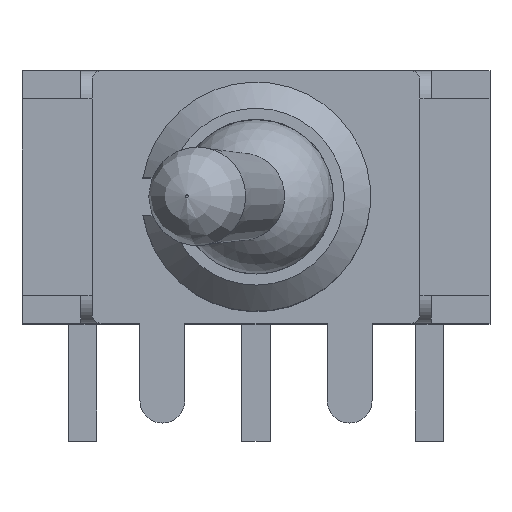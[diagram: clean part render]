
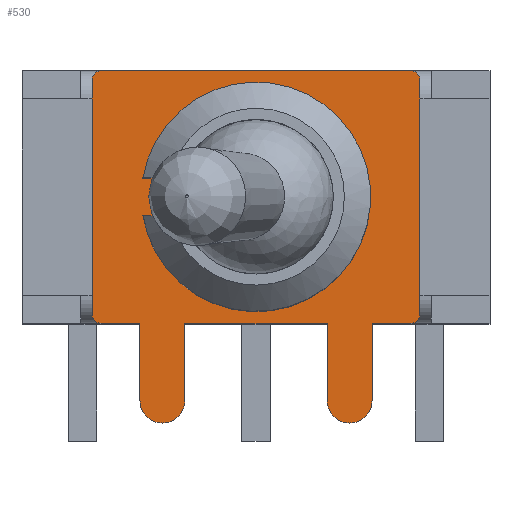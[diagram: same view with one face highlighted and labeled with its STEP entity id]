
A CAD part, top view. The second image highlights one B-rep face of the part: STEP entity #530.
In plain terms, the highlighted planar face has unit normal (0, 0, 1).
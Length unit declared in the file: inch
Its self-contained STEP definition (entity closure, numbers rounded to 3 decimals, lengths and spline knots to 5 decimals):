
#354=CARTESIAN_POINT('',(0.19272,-0.26016,0.36969));
#355=DIRECTION('',(0.0,0.0,1.0));
#356=DIRECTION('',(1.0,0.0,0.0));
#357=AXIS2_PLACEMENT_3D('',#354,#355,#356);
#358=PLANE('',#357);
#359=CARTESIAN_POINT('',(-0.16535,-0.13504,0.36969));
#360=VERTEX_POINT('',#359);
#361=CARTESIAN_POINT('',(-0.1752,-0.1252,0.36969));
#362=VERTEX_POINT('',#361);
#363=CARTESIAN_POINT('',(-0.16535,-0.1252,0.36969));
#364=DIRECTION('',(0.0,0.0,-1.0));
#365=DIRECTION('',(-0.707,-0.707,0.0));
#366=AXIS2_PLACEMENT_3D('',#363,#364,#365);
#367=CIRCLE('',#366,0.00984);
#368=EDGE_CURVE('',#360,#362,#367,.T.);
#369=ORIENTED_EDGE('',*,*,#368,.F.);
#370=CARTESIAN_POINT('',(-0.12402,-0.13504,0.36969));
#371=VERTEX_POINT('',#370);
#372=CARTESIAN_POINT('',(-0.12402,-0.13504,0.36969));
#373=DIRECTION('',(-1.0,0.0,0.0));
#374=VECTOR('',#373,0.04134);
#375=LINE('',#372,#374);
#376=EDGE_CURVE('',#371,#360,#375,.T.);
#377=ORIENTED_EDGE('',*,*,#376,.F.);
#378=CARTESIAN_POINT('',(-0.12402,-0.21732,0.36969));
#379=VERTEX_POINT('',#378);
#380=CARTESIAN_POINT('',(-0.12402,-0.21732,0.36969));
#381=DIRECTION('',(0.0,1.0,0.0));
#382=VECTOR('',#381,0.08228);
#383=LINE('',#380,#382);
#384=EDGE_CURVE('',#379,#371,#383,.T.);
#385=ORIENTED_EDGE('',*,*,#384,.F.);
#386=CARTESIAN_POINT('',(-0.07598,-0.21732,0.36969));
#387=VERTEX_POINT('',#386);
#388=CARTESIAN_POINT('',(-0.1,-0.21732,0.36969));
#389=DIRECTION('',(0.0,0.0,-1.0));
#390=DIRECTION('',(-1.0,0.0,0.0));
#391=AXIS2_PLACEMENT_3D('',#388,#389,#390);
#392=CIRCLE('',#391,0.02402);
#393=EDGE_CURVE('',#387,#379,#392,.T.);
#394=ORIENTED_EDGE('',*,*,#393,.F.);
#395=CARTESIAN_POINT('',(-0.07598,-0.13504,0.36969));
#396=VERTEX_POINT('',#395);
#397=CARTESIAN_POINT('',(-0.07598,-0.13504,0.36969));
#398=DIRECTION('',(0.0,-1.0,0.0));
#399=VECTOR('',#398,0.08228);
#400=LINE('',#397,#399);
#401=EDGE_CURVE('',#396,#387,#400,.T.);
#402=ORIENTED_EDGE('',*,*,#401,.F.);
#403=CARTESIAN_POINT('',(0.07598,-0.13504,0.36969));
#404=VERTEX_POINT('',#403);
#405=CARTESIAN_POINT('',(0.07598,-0.13504,0.36969));
#406=DIRECTION('',(-1.0,0.0,0.0));
#407=VECTOR('',#406,0.15197);
#408=LINE('',#405,#407);
#409=EDGE_CURVE('',#404,#396,#408,.T.);
#410=ORIENTED_EDGE('',*,*,#409,.F.);
#411=CARTESIAN_POINT('',(0.07598,-0.21732,0.36969));
#412=VERTEX_POINT('',#411);
#413=CARTESIAN_POINT('',(0.07598,-0.21732,0.36969));
#414=DIRECTION('',(0.0,1.0,0.0));
#415=VECTOR('',#414,0.08228);
#416=LINE('',#413,#415);
#417=EDGE_CURVE('',#412,#404,#416,.T.);
#418=ORIENTED_EDGE('',*,*,#417,.F.);
#419=CARTESIAN_POINT('',(0.12402,-0.21732,0.36969));
#420=VERTEX_POINT('',#419);
#421=CARTESIAN_POINT('',(0.1,-0.21732,0.36969));
#422=DIRECTION('',(0.0,0.0,-1.0));
#423=DIRECTION('',(-1.0,0.0,0.0));
#424=AXIS2_PLACEMENT_3D('',#421,#422,#423);
#425=CIRCLE('',#424,0.02402);
#426=EDGE_CURVE('',#420,#412,#425,.T.);
#427=ORIENTED_EDGE('',*,*,#426,.F.);
#428=CARTESIAN_POINT('',(0.12402,-0.13504,0.36969));
#429=VERTEX_POINT('',#428);
#430=CARTESIAN_POINT('',(0.12402,-0.13504,0.36969));
#431=DIRECTION('',(0.0,-1.0,0.0));
#432=VECTOR('',#431,0.08228);
#433=LINE('',#430,#432);
#434=EDGE_CURVE('',#429,#420,#433,.T.);
#435=ORIENTED_EDGE('',*,*,#434,.F.);
#436=CARTESIAN_POINT('',(0.16535,-0.13504,0.36969));
#437=VERTEX_POINT('',#436);
#438=CARTESIAN_POINT('',(0.16535,-0.13504,0.36969));
#439=DIRECTION('',(-1.0,0.0,0.0));
#440=VECTOR('',#439,0.04134);
#441=LINE('',#438,#440);
#442=EDGE_CURVE('',#437,#429,#441,.T.);
#443=ORIENTED_EDGE('',*,*,#442,.F.);
#444=CARTESIAN_POINT('',(0.1752,-0.1252,0.36969));
#445=VERTEX_POINT('',#444);
#446=CARTESIAN_POINT('',(0.16535,-0.1252,0.36969));
#447=DIRECTION('',(0.0,0.0,-1.0));
#448=DIRECTION('',(0.707,-0.707,0.0));
#449=AXIS2_PLACEMENT_3D('',#446,#447,#448);
#450=CIRCLE('',#449,0.00984);
#451=EDGE_CURVE('',#445,#437,#450,.T.);
#452=ORIENTED_EDGE('',*,*,#451,.F.);
#453=CARTESIAN_POINT('',(0.1752,0.1252,0.36969));
#454=VERTEX_POINT('',#453);
#455=CARTESIAN_POINT('',(0.1752,0.1252,0.36969));
#456=DIRECTION('',(0.0,-1.0,0.0));
#457=VECTOR('',#456,0.25039);
#458=LINE('',#455,#457);
#459=EDGE_CURVE('',#454,#445,#458,.T.);
#460=ORIENTED_EDGE('',*,*,#459,.F.);
#461=CARTESIAN_POINT('',(0.16535,0.13504,0.36969));
#462=VERTEX_POINT('',#461);
#463=CARTESIAN_POINT('',(0.16535,0.1252,0.36969));
#464=DIRECTION('',(0.0,0.0,-1.0));
#465=DIRECTION('',(0.707,0.707,0.0));
#466=AXIS2_PLACEMENT_3D('',#463,#464,#465);
#467=CIRCLE('',#466,0.00984);
#468=EDGE_CURVE('',#462,#454,#467,.T.);
#469=ORIENTED_EDGE('',*,*,#468,.F.);
#470=CARTESIAN_POINT('',(-0.16535,0.13504,0.36969));
#471=VERTEX_POINT('',#470);
#472=CARTESIAN_POINT('',(-0.16535,0.13504,0.36969));
#473=DIRECTION('',(1.0,0.0,0.0));
#474=VECTOR('',#473,0.33071);
#475=LINE('',#472,#474);
#476=EDGE_CURVE('',#471,#462,#475,.T.);
#477=ORIENTED_EDGE('',*,*,#476,.F.);
#478=CARTESIAN_POINT('',(-0.1752,0.1252,0.36969));
#479=VERTEX_POINT('',#478);
#480=CARTESIAN_POINT('',(-0.16535,0.1252,0.36969));
#481=DIRECTION('',(0.0,0.0,-1.0));
#482=DIRECTION('',(-0.707,0.707,0.0));
#483=AXIS2_PLACEMENT_3D('',#480,#481,#482);
#484=CIRCLE('',#483,0.00984);
#485=EDGE_CURVE('',#479,#471,#484,.T.);
#486=ORIENTED_EDGE('',*,*,#485,.F.);
#487=CARTESIAN_POINT('',(-0.1752,-0.1252,0.36969));
#488=DIRECTION('',(0.0,1.0,0.0));
#489=VECTOR('',#488,0.25039);
#490=LINE('',#487,#489);
#491=EDGE_CURVE('',#362,#479,#490,.T.);
#492=ORIENTED_EDGE('',*,*,#491,.F.);
#493=EDGE_LOOP('',(#369,#377,#385,#394,#402,#410,#418,#427,#435,#443,#452,#460,#469,#477,#486,#492));
#494=FACE_OUTER_BOUND('',#493,.T.);
#495=CARTESIAN_POINT('',(-0.09283,0.02008,0.36969));
#496=VERTEX_POINT('',#495);
#497=CARTESIAN_POINT('',(-0.09283,-0.02008,0.36969));
#498=VERTEX_POINT('',#497);
#499=CARTESIAN_POINT('',(-0.09283,0.02008,0.36969));
#500=DIRECTION('',(0.0,-1.0,0.0));
#501=VECTOR('',#500,0.04016);
#502=LINE('',#499,#501);
#503=EDGE_CURVE('',#496,#498,#502,.T.);
#504=ORIENTED_EDGE('',*,*,#503,.F.);
#505=CARTESIAN_POINT('',(-0.12078,0.02008,0.36969));
#506=VERTEX_POINT('',#505);
#507=CARTESIAN_POINT('',(-0.12078,0.02008,0.36969));
#508=DIRECTION('',(1.0,0.0,0.0));
#509=VECTOR('',#508,0.02795);
#510=LINE('',#507,#509);
#511=EDGE_CURVE('',#506,#496,#510,.T.);
#512=ORIENTED_EDGE('',*,*,#511,.F.);
#513=CARTESIAN_POINT('',(-0.12078,-0.02008,0.36969));
#514=VERTEX_POINT('',#513);
#515=CARTESIAN_POINT('',(0.,0.,0.36969));
#516=DIRECTION('',(0.0,0.0,1.0));
#517=DIRECTION('',(-0.986,-0.164,0.0));
#518=AXIS2_PLACEMENT_3D('',#515,#516,#517);
#519=CIRCLE('',#518,0.12244);
#520=EDGE_CURVE('',#514,#506,#519,.T.);
#521=ORIENTED_EDGE('',*,*,#520,.F.);
#522=CARTESIAN_POINT('',(-0.09283,-0.02008,0.36969));
#523=DIRECTION('',(-1.0,0.0,0.0));
#524=VECTOR('',#523,0.02795);
#525=LINE('',#522,#524);
#526=EDGE_CURVE('',#498,#514,#525,.T.);
#527=ORIENTED_EDGE('',*,*,#526,.F.);
#528=EDGE_LOOP('',(#504,#512,#521,#527));
#529=FACE_BOUND('',#528,.T.);
#530=ADVANCED_FACE('',(#494,#529),#358,.T.);
